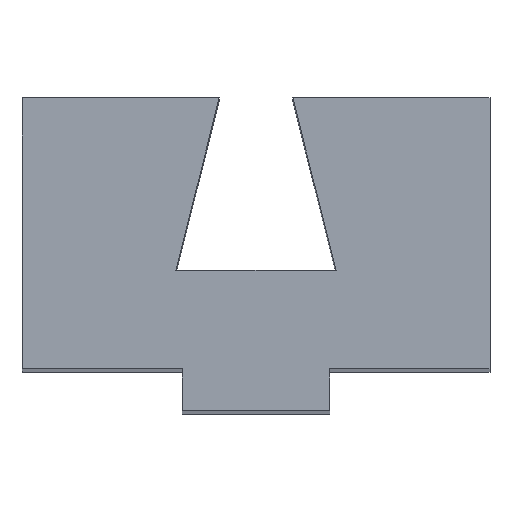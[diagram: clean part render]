
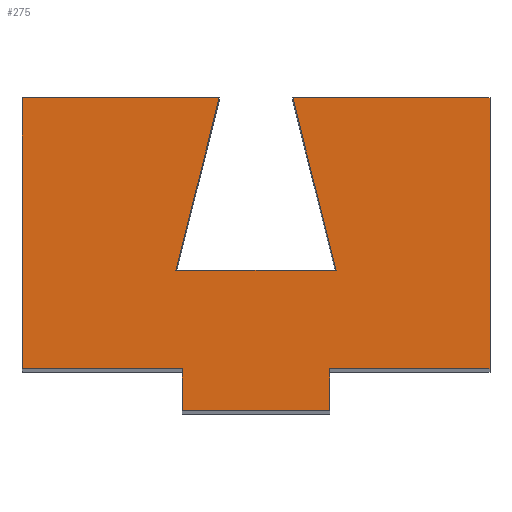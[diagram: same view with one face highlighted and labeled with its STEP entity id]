
A CAD part, top view. The second image highlights one B-rep face of the part: STEP entity #275.
In plain terms, the highlighted planar face has unit normal (0, 0, 1).
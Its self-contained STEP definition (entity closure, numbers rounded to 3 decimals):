
#29=FACE_OUTER_BOUND('',#43,.T.);
#43=EDGE_LOOP('',(#236,#237,#238,#239,#240,#241,#242,#243,#244,#245,#246,
#247));
#56=LINE('',#408,#92);
#59=LINE('',#413,#95);
#61=LINE('',#417,#97);
#63=LINE('',#421,#99);
#65=LINE('',#425,#101);
#67=LINE('',#429,#103);
#69=LINE('',#433,#105);
#71=LINE('',#437,#107);
#73=LINE('',#441,#109);
#75=LINE('',#445,#111);
#77=LINE('',#449,#113);
#79=LINE('',#452,#115);
#92=VECTOR('',#331,10.);
#95=VECTOR('',#336,10.);
#97=VECTOR('',#340,10.);
#99=VECTOR('',#344,10.);
#101=VECTOR('',#348,10.);
#103=VECTOR('',#352,10.);
#105=VECTOR('',#356,10.);
#107=VECTOR('',#360,10.);
#109=VECTOR('',#364,10.);
#111=VECTOR('',#368,10.);
#113=VECTOR('',#372,10.);
#115=VECTOR('',#376,10.);
#128=VERTEX_POINT('',#406);
#129=VERTEX_POINT('',#407);
#130=VERTEX_POINT('',#412);
#131=VERTEX_POINT('',#416);
#132=VERTEX_POINT('',#420);
#133=VERTEX_POINT('',#424);
#134=VERTEX_POINT('',#428);
#135=VERTEX_POINT('',#432);
#136=VERTEX_POINT('',#436);
#137=VERTEX_POINT('',#440);
#138=VERTEX_POINT('',#444);
#139=VERTEX_POINT('',#448);
#152=EDGE_CURVE('',#128,#129,#56,.T.);
#155=EDGE_CURVE('',#129,#130,#59,.T.);
#157=EDGE_CURVE('',#130,#131,#61,.T.);
#159=EDGE_CURVE('',#131,#132,#63,.T.);
#161=EDGE_CURVE('',#132,#133,#65,.T.);
#163=EDGE_CURVE('',#133,#134,#67,.T.);
#165=EDGE_CURVE('',#134,#135,#69,.T.);
#167=EDGE_CURVE('',#135,#136,#71,.T.);
#169=EDGE_CURVE('',#136,#137,#73,.T.);
#171=EDGE_CURVE('',#137,#138,#75,.T.);
#173=EDGE_CURVE('',#138,#139,#77,.T.);
#175=EDGE_CURVE('',#139,#128,#79,.T.);
#236=ORIENTED_EDGE('',*,*,#152,.F.);
#237=ORIENTED_EDGE('',*,*,#175,.F.);
#238=ORIENTED_EDGE('',*,*,#173,.F.);
#239=ORIENTED_EDGE('',*,*,#171,.F.);
#240=ORIENTED_EDGE('',*,*,#169,.F.);
#241=ORIENTED_EDGE('',*,*,#167,.F.);
#242=ORIENTED_EDGE('',*,*,#165,.F.);
#243=ORIENTED_EDGE('',*,*,#163,.F.);
#244=ORIENTED_EDGE('',*,*,#161,.F.);
#245=ORIENTED_EDGE('',*,*,#159,.F.);
#246=ORIENTED_EDGE('',*,*,#157,.F.);
#247=ORIENTED_EDGE('',*,*,#155,.F.);
#261=PLANE('',#312);
#275=ADVANCED_FACE('',(#29),#261,.T.);
#312=AXIS2_PLACEMENT_3D('',#453,#377,#378);
#331=DIRECTION('',(0.,-1.,0.));
#336=DIRECTION('',(-1.,0.,0.));
#340=DIRECTION('',(0.,1.,0.));
#344=DIRECTION('',(-1.,0.,0.));
#348=DIRECTION('',(0.,1.,0.));
#352=DIRECTION('',(1.,0.,0.));
#356=DIRECTION('',(-0.243,-0.97,0.));
#360=DIRECTION('',(1.,0.,0.));
#364=DIRECTION('',(-0.243,0.97,0.));
#368=DIRECTION('',(1.,0.,0.));
#372=DIRECTION('',(0.,-1.,0.));
#376=DIRECTION('',(-1.,0.,0.));
#377=DIRECTION('center_axis',(0.,0.,1.));
#378=DIRECTION('ref_axis',(1.,0.,0.));
#406=CARTESIAN_POINT('',(3.,0.,40.));
#407=CARTESIAN_POINT('',(3.,-1.7,40.));
#408=CARTESIAN_POINT('',(3.,0.,40.));
#412=CARTESIAN_POINT('',(-3.,-1.7,40.));
#413=CARTESIAN_POINT('',(3.,-1.7,40.));
#416=CARTESIAN_POINT('',(-3.,0.,40.));
#417=CARTESIAN_POINT('',(-3.,-1.7,40.));
#420=CARTESIAN_POINT('',(-9.5,0.,40.));
#421=CARTESIAN_POINT('',(-3.,0.,40.));
#424=CARTESIAN_POINT('',(-9.5,11.,40.));
#425=CARTESIAN_POINT('',(-9.5,0.,40.));
#428=CARTESIAN_POINT('',(-1.5,11.,40.));
#429=CARTESIAN_POINT('',(-9.5,11.,40.));
#432=CARTESIAN_POINT('',(-3.25,4.,40.));
#433=CARTESIAN_POINT('',(-1.5,11.,40.));
#436=CARTESIAN_POINT('',(3.25,4.,40.));
#437=CARTESIAN_POINT('',(-3.25,4.,40.));
#440=CARTESIAN_POINT('',(1.5,11.,40.));
#441=CARTESIAN_POINT('',(3.25,4.,40.));
#444=CARTESIAN_POINT('',(9.5,11.,40.));
#445=CARTESIAN_POINT('',(1.5,11.,40.));
#448=CARTESIAN_POINT('',(9.5,0.,40.));
#449=CARTESIAN_POINT('',(9.5,11.,40.));
#452=CARTESIAN_POINT('',(9.5,0.,40.));
#453=CARTESIAN_POINT('Origin',(0.,5.141,40.));
